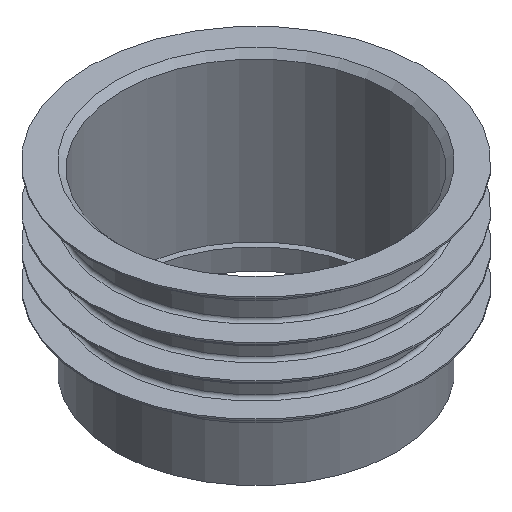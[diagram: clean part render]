
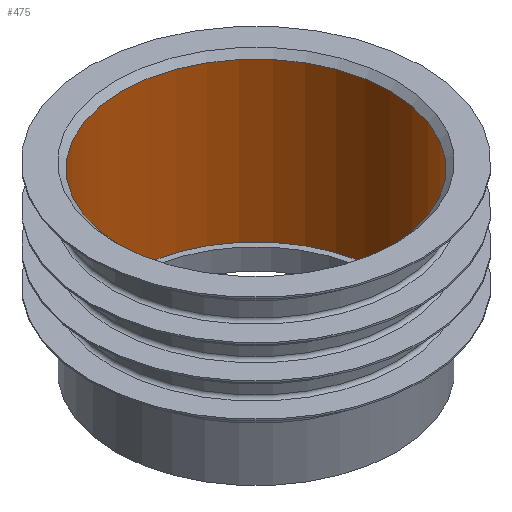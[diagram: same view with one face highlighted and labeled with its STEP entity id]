
A CAD part, isometric view. The second image highlights one B-rep face of the part: STEP entity #475.
In plain terms, the highlighted cylindrical face has radius 445 mm (diameter 890 mm), a full revolution.
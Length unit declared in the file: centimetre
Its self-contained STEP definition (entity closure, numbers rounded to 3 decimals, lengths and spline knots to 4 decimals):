
#55=FACE_OUTER_BOUND('',#88,.T.);
#88=EDGE_LOOP('',(#340,#341,#342,#343,#344));
#123=LINE('',#812,#139);
#139=VECTOR('',#626,44.5);
#161=CIRCLE('',#517,44.5);
#162=CIRCLE('',#518,44.5);
#163=CIRCLE('',#520,44.5);
#213=VERTEX_POINT('',#805);
#214=VERTEX_POINT('',#807);
#215=VERTEX_POINT('',#811);
#261=EDGE_CURVE('',#214,#213,#161,.T.);
#262=EDGE_CURVE('',#213,#214,#162,.T.);
#263=EDGE_CURVE('',#214,#215,#123,.T.);
#264=EDGE_CURVE('',#215,#215,#163,.T.);
#340=ORIENTED_EDGE('',*,*,#262,.T.);
#341=ORIENTED_EDGE('',*,*,#263,.T.);
#342=ORIENTED_EDGE('',*,*,#264,.F.);
#343=ORIENTED_EDGE('',*,*,#263,.F.);
#344=ORIENTED_EDGE('',*,*,#261,.T.);
#464=CYLINDRICAL_SURFACE('',#519,44.5);
#475=ADVANCED_FACE('',(#55),#464,.F.);
#517=AXIS2_PLACEMENT_3D('',#808,#620,#621);
#518=AXIS2_PLACEMENT_3D('',#809,#622,#623);
#519=AXIS2_PLACEMENT_3D('',#810,#624,#625);
#520=AXIS2_PLACEMENT_3D('',#813,#627,#628);
#620=DIRECTION('center_axis',(0.,0.,-1.));
#621=DIRECTION('ref_axis',(1.,0.,0.));
#622=DIRECTION('center_axis',(0.,0.,-1.));
#623=DIRECTION('ref_axis',(1.,0.,0.));
#624=DIRECTION('center_axis',(0.,0.,-1.));
#625=DIRECTION('ref_axis',(-1.,0.,0.));
#626=DIRECTION('',(0.,0.,1.));
#627=DIRECTION('center_axis',(0.,0.,-1.));
#628=DIRECTION('ref_axis',(1.,0.,0.));
#805=CARTESIAN_POINT('',(0.,-44.5,2.5));
#807=CARTESIAN_POINT('',(44.5,0.,2.5));
#808=CARTESIAN_POINT('Origin',(0.,0.,2.5));
#809=CARTESIAN_POINT('Origin',(0.,0.,2.5));
#810=CARTESIAN_POINT('Origin',(0.,0.,30.25));
#811=CARTESIAN_POINT('',(44.5,0.,58.));
#812=CARTESIAN_POINT('',(44.5,0.,30.25));
#813=CARTESIAN_POINT('Origin',(0.,0.,58.));
